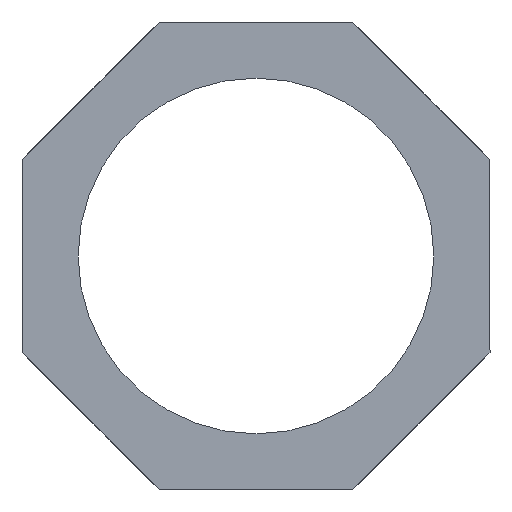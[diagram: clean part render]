
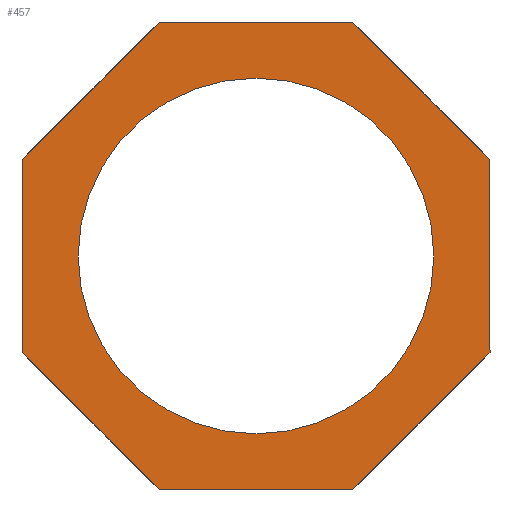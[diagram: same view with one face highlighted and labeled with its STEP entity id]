
A CAD part, front view. The second image highlights one B-rep face of the part: STEP entity #457.
In plain terms, the highlighted planar face has unit normal (0, -1, 0).
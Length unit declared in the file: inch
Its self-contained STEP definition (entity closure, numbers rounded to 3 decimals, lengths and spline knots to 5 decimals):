
#2 = CARTESIAN_POINT ( 'NONE',  ( 0., -0.1, 0. ) ) ;
#6 = CARTESIAN_POINT ( 'NONE',  ( 2.5, -0.1, -1.03553 ) ) ;
#35 = ORIENTED_EDGE ( 'NONE', *, *, #513, .F. ) ;
#89 = CARTESIAN_POINT ( 'NONE',  ( 0., -0.1, 1.9 ) ) ;
#132 = CARTESIAN_POINT ( 'NONE',  ( 2.5, -0.1, 1.03553 ) ) ;
#136 = CARTESIAN_POINT ( 'NONE',  ( -1.03553, -0.1, -2.5 ) ) ;
#139 = CARTESIAN_POINT ( 'NONE',  ( 2.5, -0.1, 1.03553 ) ) ;
#171 = DIRECTION ( 'NONE',  ( -0.707, 0., -0.707 ) ) ;
#182 = EDGE_CURVE ( 'NONE', #1078, #663, #1488, .T. ) ;
#183 = ORIENTED_EDGE ( 'NONE', *, *, #182, .T. ) ;
#217 = PLANE ( 'NONE',  #1732 ) ;
#231 = VERTEX_POINT ( 'NONE', #661 ) ;
#236 = DIRECTION ( 'NONE',  ( 1., 0., 0. ) ) ;
#262 = DIRECTION ( 'NONE',  ( -0.707, 0., 0.707 ) ) ;
#295 = VERTEX_POINT ( 'NONE', #89 ) ;
#356 = EDGE_CURVE ( 'NONE', #1509, #1567, #851, .T. ) ;
#358 = DIRECTION ( 'NONE',  ( 0., 0., -1. ) ) ;
#368 = FACE_BOUND ( 'NONE', #1325, .T. ) ;
#371 = CARTESIAN_POINT ( 'NONE',  ( 1.03553, -0.1, -2.5 ) ) ;
#373 = VERTEX_POINT ( 'NONE', #139 ) ;
#457 = ADVANCED_FACE ( 'NONE', ( #1435, #368 ), #217, .T. ) ;
#495 = CARTESIAN_POINT ( 'NONE',  ( 0., -0.1, 0. ) ) ;
#511 = VERTEX_POINT ( 'NONE', #1365 ) ;
#513 = EDGE_CURVE ( 'NONE', #295, #231, #598, .T. ) ;
#519 = VERTEX_POINT ( 'NONE', #136 ) ;
#536 = DIRECTION ( 'NONE',  ( -1., 0., 0. ) ) ;
#582 = CARTESIAN_POINT ( 'NONE',  ( 2.5, -0.1, -1.03553 ) ) ;
#586 = DIRECTION ( 'NONE',  ( 0., 0., 1. ) ) ;
#591 = EDGE_CURVE ( 'NONE', #231, #295, #741, .T. ) ;
#598 = CIRCLE ( 'NONE', #1579, 1.9 ) ;
#623 = EDGE_CURVE ( 'NONE', #511, #519, #642, .T. ) ;
#636 = CARTESIAN_POINT ( 'NONE',  ( -1.03553, -0.1, 2.5 ) ) ;
#642 = LINE ( 'NONE', #1193, #1174 ) ;
#647 = DIRECTION ( 'NONE',  ( 0., 0., -1. ) ) ;
#661 = CARTESIAN_POINT ( 'NONE',  ( 0., -0.1, -1.9 ) ) ;
#663 = VERTEX_POINT ( 'NONE', #582 ) ;
#678 = ORIENTED_EDGE ( 'NONE', *, *, #1201, .T. ) ;
#714 = LINE ( 'NONE', #1557, #1026 ) ;
#720 = LINE ( 'NONE', #6, #1375 ) ;
#721 = EDGE_CURVE ( 'NONE', #1540, #511, #1451, .T. ) ;
#741 = CIRCLE ( 'NONE', #965, 1.9 ) ;
#749 = ORIENTED_EDGE ( 'NONE', *, *, #898, .T. ) ;
#770 = DIRECTION ( 'NONE',  ( 0., -1., 0. ) ) ;
#851 = LINE ( 'NONE', #1377, #1258 ) ;
#889 = ORIENTED_EDGE ( 'NONE', *, *, #356, .T. ) ;
#898 = EDGE_CURVE ( 'NONE', #373, #1509, #1777, .T. ) ;
#909 = LINE ( 'NONE', #1343, #1146 ) ;
#965 = AXIS2_PLACEMENT_3D ( 'NONE', #495, #1601, #358 ) ;
#1009 = ORIENTED_EDGE ( 'NONE', *, *, #591, .F. ) ;
#1026 = VECTOR ( 'NONE', #171, 39.37008 ) ;
#1053 = DIRECTION ( 'NONE',  ( 0., 0., -1. ) ) ;
#1078 = VERTEX_POINT ( 'NONE', #1378 ) ;
#1100 = DIRECTION ( 'NONE',  ( 0., 0., -1. ) ) ;
#1107 = CARTESIAN_POINT ( 'NONE',  ( 1.03553, -0.1, 2.5 ) ) ;
#1146 = VECTOR ( 'NONE', #236, 39.37008 ) ;
#1174 = VECTOR ( 'NONE', #1756, 39.37008 ) ;
#1193 = CARTESIAN_POINT ( 'NONE',  ( -2.5, -0.1, -1.03553 ) ) ;
#1201 = EDGE_CURVE ( 'NONE', #663, #373, #720, .T. ) ;
#1211 = DIRECTION ( 'NONE',  ( 0.707, 0., 0.707 ) ) ;
#1220 = ORIENTED_EDGE ( 'NONE', *, *, #721, .T. ) ;
#1258 = VECTOR ( 'NONE', #536, 39.37008 ) ;
#1318 = EDGE_CURVE ( 'NONE', #519, #1078, #909, .T. ) ;
#1319 = ORIENTED_EDGE ( 'NONE', *, *, #1318, .T. ) ;
#1325 = EDGE_LOOP ( 'NONE', ( #35, #1009 ) ) ;
#1336 = DIRECTION ( 'NONE',  ( 0., -1., 0. ) ) ;
#1343 = CARTESIAN_POINT ( 'NONE',  ( -1.03553, -0.1, -2.5 ) ) ;
#1347 = ORIENTED_EDGE ( 'NONE', *, *, #623, .T. ) ;
#1350 = VECTOR ( 'NONE', #647, 39.37008 ) ;
#1365 = CARTESIAN_POINT ( 'NONE',  ( -2.5, -0.1, -1.03553 ) ) ;
#1374 = CARTESIAN_POINT ( 'NONE',  ( 0., -0.1, 0. ) ) ;
#1375 = VECTOR ( 'NONE', #586, 39.37008 ) ;
#1377 = CARTESIAN_POINT ( 'NONE',  ( 1.03553, -0.1, 2.5 ) ) ;
#1378 = CARTESIAN_POINT ( 'NONE',  ( 1.03553, -0.1, -2.5 ) ) ;
#1435 = FACE_OUTER_BOUND ( 'NONE', #1546, .T. ) ;
#1451 = LINE ( 'NONE', #1760, #1350 ) ;
#1488 = LINE ( 'NONE', #371, #1520 ) ;
#1496 = EDGE_CURVE ( 'NONE', #1567, #1540, #714, .T. ) ;
#1509 = VERTEX_POINT ( 'NONE', #1107 ) ;
#1518 = CARTESIAN_POINT ( 'NONE',  ( -2.5, -0.1, 1.03553 ) ) ;
#1520 = VECTOR ( 'NONE', #1211, 39.37008 ) ;
#1540 = VERTEX_POINT ( 'NONE', #1518 ) ;
#1546 = EDGE_LOOP ( 'NONE', ( #749, #889, #1733, #1220, #1347, #1319, #183, #678 ) ) ;
#1553 = VECTOR ( 'NONE', #262, 39.37008 ) ;
#1557 = CARTESIAN_POINT ( 'NONE',  ( -1.03553, -0.1, 2.5 ) ) ;
#1567 = VERTEX_POINT ( 'NONE', #636 ) ;
#1579 = AXIS2_PLACEMENT_3D ( 'NONE', #2, #770, #1053 ) ;
#1601 = DIRECTION ( 'NONE',  ( 0., -1., 0. ) ) ;
#1732 = AXIS2_PLACEMENT_3D ( 'NONE', #1374, #1336, #1100 ) ;
#1733 = ORIENTED_EDGE ( 'NONE', *, *, #1496, .T. ) ;
#1756 = DIRECTION ( 'NONE',  ( 0.707, 0., -0.707 ) ) ;
#1760 = CARTESIAN_POINT ( 'NONE',  ( -2.5, -0.1, 1.03553 ) ) ;
#1777 = LINE ( 'NONE', #132, #1553 ) ;
